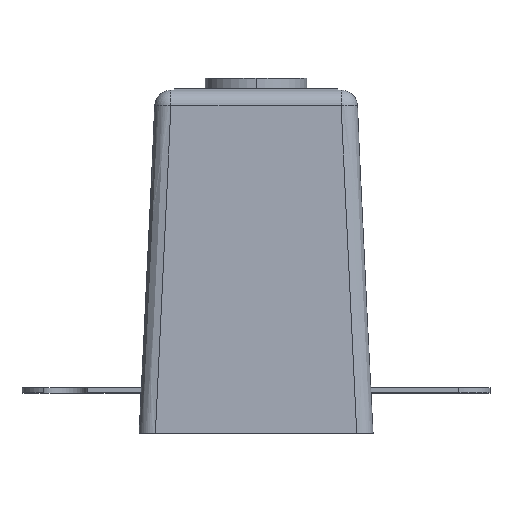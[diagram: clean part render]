
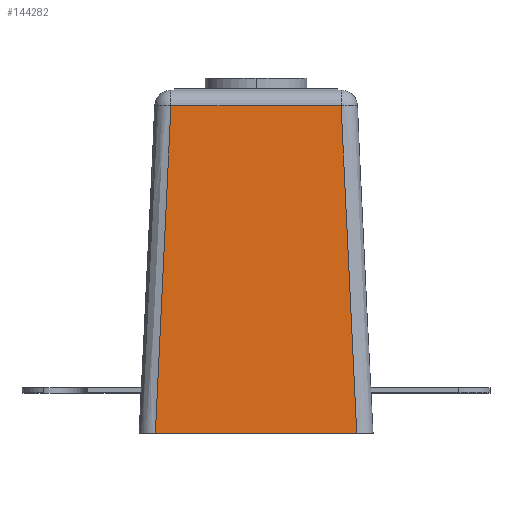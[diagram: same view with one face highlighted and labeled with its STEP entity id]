
A CAD part, top view. The second image highlights one B-rep face of the part: STEP entity #144282.
In plain terms, the highlighted face is planar.
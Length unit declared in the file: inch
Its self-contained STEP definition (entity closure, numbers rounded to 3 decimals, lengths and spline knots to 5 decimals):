
#2150 = ORIENTED_EDGE ( 'NONE', *, *, #45248, .T. ) ;
#6266 = DIRECTION ( 'NONE',  ( -1., 0., 0. ) ) ;
#6976 = CARTESIAN_POINT ( 'NONE',  ( 0.52058, 0.40504, -2.00349 ) ) ;
#10383 = LINE ( 'NONE', #11049, #37561 ) ;
#11049 = CARTESIAN_POINT ( 'NONE',  ( -0.77001, 0.475, 0. ) ) ;
#21407 = CARTESIAN_POINT ( 'NONE',  ( 0.58272, 0.45168, -0.66776 ) ) ;
#21920 = CARTESIAN_POINT ( 'NONE',  ( 0.55104, 0.42836, -1.3356 ) ) ;
#23037 = CARTESIAN_POINT ( 'NONE',  ( 0.61598, 0.475, 0. ) ) ;
#24674 = B_SPLINE_CURVE_WITH_KNOTS ( 'NONE', 3,
 ( #51564, #21407, #21920, #44742 ),
 .UNSPECIFIED., .F., .F.,
 ( 4, 4 ),
 ( 0., 0.05098 ),
 .UNSPECIFIED. ) ;
#27007 = VERTEX_POINT ( 'NONE', #6976 ) ;
#30068 = PLANE ( 'NONE',  #31844 ) ;
#31844 = AXIS2_PLACEMENT_3D ( 'NONE', #134975, #146628, #78124 ) ;
#32166 = ORIENTED_EDGE ( 'NONE', *, *, #54915, .T. ) ;
#34794 = LINE ( 'NONE', #133954, #40217 ) ;
#37561 = VECTOR ( 'NONE', #56700, 39.37008 ) ;
#40217 = VECTOR ( 'NONE', #6266, 39.37008 ) ;
#41225 = CARTESIAN_POINT ( 'NONE',  ( -0.55104, 0.42836, -1.3356 ) ) ;
#44742 = CARTESIAN_POINT ( 'NONE',  ( 0.52058, 0.40504, -2.00349 ) ) ;
#45188 = ORIENTED_EDGE ( 'NONE', *, *, #60019, .T. ) ;
#45248 = EDGE_CURVE ( 'NONE', #49862, #125100, #123914, .T. ) ;
#49862 = VERTEX_POINT ( 'NONE', #82116 ) ;
#51564 = CARTESIAN_POINT ( 'NONE',  ( 0.61598, 0.475, 0. ) ) ;
#54915 = EDGE_CURVE ( 'NONE', #69595, #27007, #24674, .T. ) ;
#55637 = EDGE_LOOP ( 'NONE', ( #45188, #2150, #68278, #32166 ) ) ;
#56700 = DIRECTION ( 'NONE',  ( -1., 0., 0. ) ) ;
#60019 = EDGE_CURVE ( 'NONE', #27007, #49862, #34794, .T. ) ;
#61054 = CARTESIAN_POINT ( 'NONE',  ( -0.52058, 0.40504, -2.00349 ) ) ;
#68278 = ORIENTED_EDGE ( 'NONE', *, *, #111930, .F. ) ;
#69595 = VERTEX_POINT ( 'NONE', #23037 ) ;
#76121 = CARTESIAN_POINT ( 'NONE',  ( -0.61598, 0.475, 0. ) ) ;
#78124 = DIRECTION ( 'NONE',  ( 0., 0.035, 0.999 ) ) ;
#79270 = CARTESIAN_POINT ( 'NONE',  ( -0.61598, 0.475, 0. ) ) ;
#82116 = CARTESIAN_POINT ( 'NONE',  ( -0.52058, 0.40504, -2.00349 ) ) ;
#111603 = CARTESIAN_POINT ( 'NONE',  ( -0.58272, 0.45168, -0.66776 ) ) ;
#111930 = EDGE_CURVE ( 'NONE', #69595, #125100, #10383, .T. ) ;
#120407 = FACE_OUTER_BOUND ( 'NONE', #55637, .T. ) ;
#123914 = B_SPLINE_CURVE_WITH_KNOTS ( 'NONE', 3,
 ( #61054, #41225, #111603, #76121 ),
 .UNSPECIFIED., .F., .F.,
 ( 4, 4 ),
 ( 0., 0.05098 ),
 .UNSPECIFIED. ) ;
#125100 = VERTEX_POINT ( 'NONE', #79270 ) ;
#133954 = CARTESIAN_POINT ( 'NONE',  ( -0.65466, 0.40504, -2.00349 ) ) ;
#134975 = CARTESIAN_POINT ( 'NONE',  ( -0.77001, 0.475, 0. ) ) ;
#144282 = ADVANCED_FACE ( 'NONE', ( #120407 ), #30068, .T. ) ;
#146628 = DIRECTION ( 'NONE',  ( 0., 0.999, -0.035 ) ) ;
